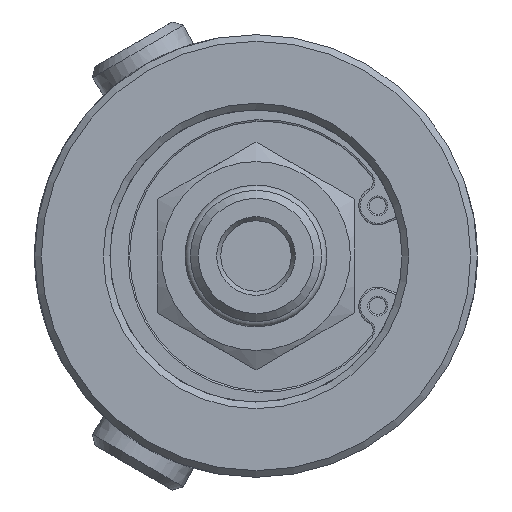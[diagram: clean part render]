
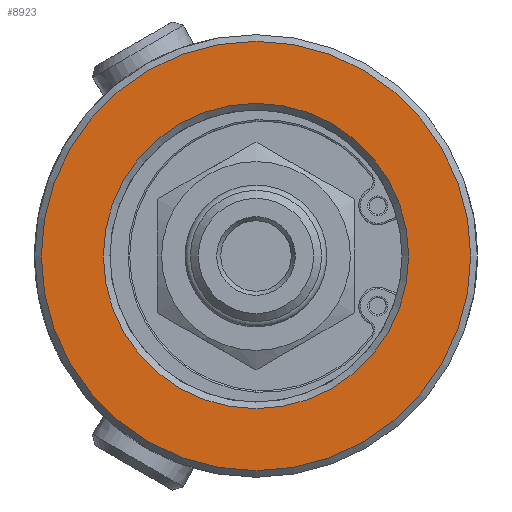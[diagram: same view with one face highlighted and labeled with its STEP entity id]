
A CAD part, left-side view. The second image highlights one B-rep face of the part: STEP entity #8923.
In plain terms, the highlighted planar face has unit normal (-1, 0, 0).
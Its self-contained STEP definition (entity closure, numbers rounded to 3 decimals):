
#1700=FACE_BOUND('',#2638,.T.);
#1810=PLANE('',#9670);
#2065=FACE_OUTER_BOUND('',#2637,.T.);
#2637=EDGE_LOOP('',(#6439,#6440));
#2638=EDGE_LOOP('',(#6441,#6442));
#3298=CIRCLE('',#9668,25.925);
#3299=CIRCLE('',#9669,25.925);
#3300=CIRCLE('',#9671,18.435);
#3301=CIRCLE('',#9672,18.435);
#3838=VERTEX_POINT('',#13231);
#3839=VERTEX_POINT('',#13233);
#3840=VERTEX_POINT('',#13237);
#3841=VERTEX_POINT('',#13238);
#4825=EDGE_CURVE('',#3838,#3839,#3298,.T.);
#4826=EDGE_CURVE('',#3839,#3838,#3299,.T.);
#4827=EDGE_CURVE('',#3840,#3841,#3300,.T.);
#4828=EDGE_CURVE('',#3841,#3840,#3301,.T.);
#6439=ORIENTED_EDGE('',*,*,#4826,.F.);
#6440=ORIENTED_EDGE('',*,*,#4825,.F.);
#6441=ORIENTED_EDGE('',*,*,#4827,.T.);
#6442=ORIENTED_EDGE('',*,*,#4828,.T.);
#8923=ADVANCED_FACE('',(#2065,#1700),#1810,.T.);
#9668=AXIS2_PLACEMENT_3D('',#13234,#10947,#10948);
#9669=AXIS2_PLACEMENT_3D('',#13235,#10949,#10950);
#9670=AXIS2_PLACEMENT_3D('',#13236,#10951,#10952);
#9671=AXIS2_PLACEMENT_3D('',#13239,#10953,#10954);
#9672=AXIS2_PLACEMENT_3D('',#13240,#10955,#10956);
#10947=DIRECTION('center_axis',(1.,0.,0.));
#10948=DIRECTION('ref_axis',(0.,1.,0.));
#10949=DIRECTION('center_axis',(1.,0.,0.));
#10950=DIRECTION('ref_axis',(0.,1.,0.));
#10951=DIRECTION('center_axis',(-1.,0.,0.));
#10952=DIRECTION('ref_axis',(0.,0.,1.));
#10953=DIRECTION('center_axis',(1.,0.,0.));
#10954=DIRECTION('ref_axis',(0.,1.,0.));
#10955=DIRECTION('center_axis',(1.,0.,0.));
#10956=DIRECTION('ref_axis',(0.,1.,0.));
#13231=CARTESIAN_POINT('',(3.016,26.056,0.));
#13233=CARTESIAN_POINT('',(3.016,77.906,0.));
#13234=CARTESIAN_POINT('Origin',(3.016,51.981,0.));
#13235=CARTESIAN_POINT('Origin',(3.016,51.981,0.));
#13236=CARTESIAN_POINT('Origin',(3.016,64.944,0.));
#13237=CARTESIAN_POINT('',(3.016,70.416,0.));
#13238=CARTESIAN_POINT('',(3.016,33.546,0.));
#13239=CARTESIAN_POINT('Origin',(3.016,51.981,0.));
#13240=CARTESIAN_POINT('Origin',(3.016,51.981,0.));
